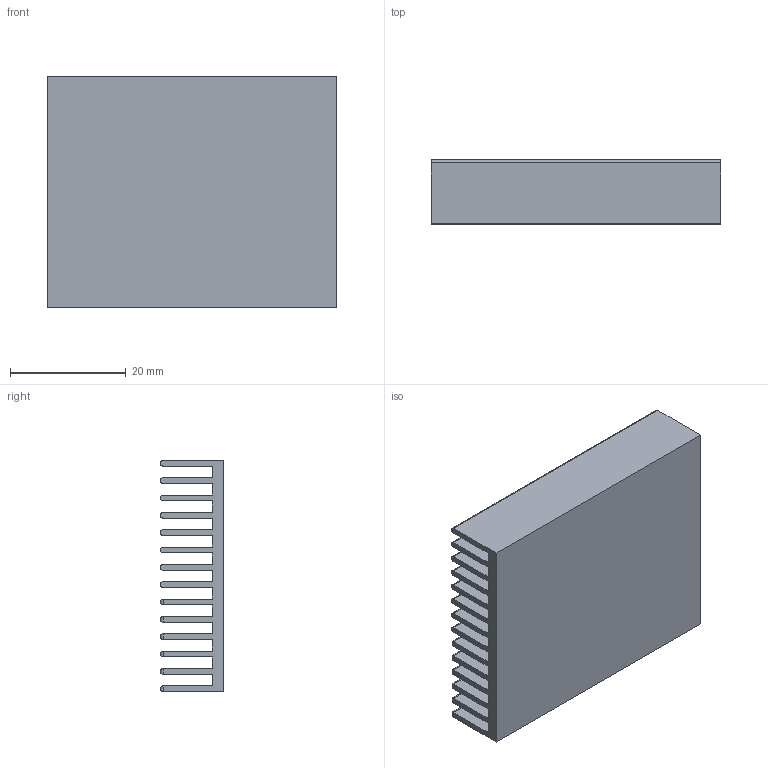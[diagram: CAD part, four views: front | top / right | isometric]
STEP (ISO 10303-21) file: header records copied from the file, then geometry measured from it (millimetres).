
FILE_DESCRIPTION (( 'STEP AP203' ), '1' );
FILE_NAME ('Sink_Predeterminado_sldprt.STEP', '2024-02-29T15:20:31', ( '' ), ( '' ), 'SwSTEP 2.0', 'SolidWorks 2022', '' );
FILE_SCHEMA (( 'CONFIG_CONTROL_DESIGN' ));
Length unit declared in the file: millimetre
Products named in the file (1): Sink_Predeterminado_sldprt
Bounding box: 50 x 11 x 40 mm (x, y, z)
Volume: 10224.5 mm3; surface area: 16906.4 mm2
Topology: 1 solids, 1 shells, 84 faces, 222 edges, 140 vertices
Faces by surface type: plane 44, cylinder 40
Entity records: 2623 total; most frequent: CARTESIAN_POINT 519, ORIENTED_EDGE 444, DIRECTION 400, EDGE_CURVE 222, LINE 166, VECTOR 166, VERTEX_POINT 140, AXIS2_PLACEMENT_3D 117
